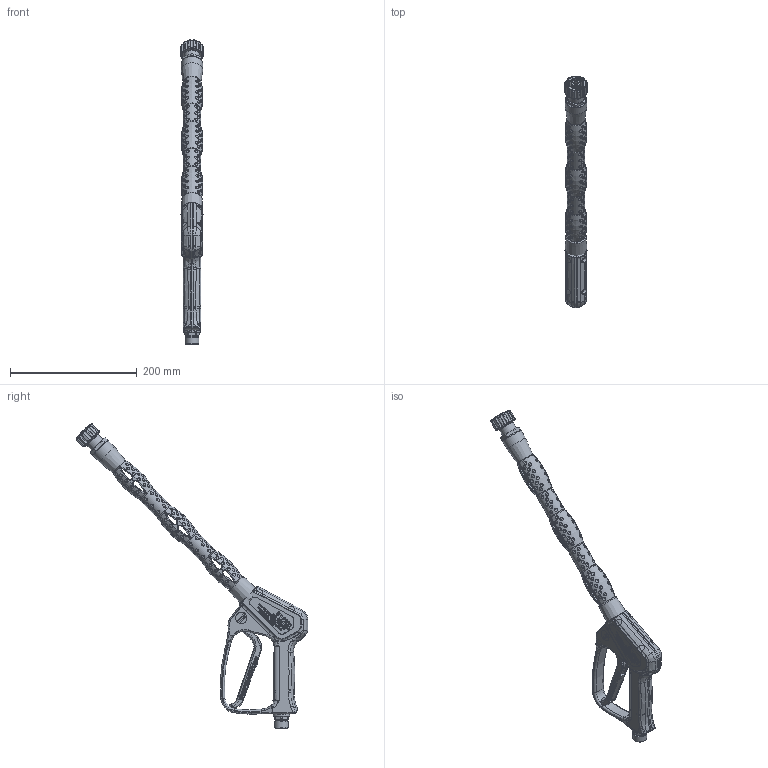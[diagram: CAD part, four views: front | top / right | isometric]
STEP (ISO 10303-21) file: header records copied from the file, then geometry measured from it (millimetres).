
FILE_DESCRIPTION(/* description */ ('Unknown'),/* implementation_level */ '2;1');
FILE_NAME(/* name */ '20 2300 860_4_ST-2300_Pistole_+ST-9.1+22HV',/* time_stamp */ '2021-04-07T12:50:26+02:00',/* author */ ('Unknown'),/* organization */ ('Unknown'),/* preprocessor_version */ 'ST-DEVELOPER v16.7',/* originating_system */ 'Solid Edge',/* authorisation */ 'Unknown');
FILE_SCHEMA (('AUTOMOTIVE_DESIGN {1 0 10303 214 3 1 1}'));
Products named in the file (23): 20 2300 860_4_ST-2300_Pistole_+ST-9.1+22HV; 02-8615_1_ST-2300-2600_Halbschale; 20 2300 411_ST-2300_TM-Hebel_schwarz_oa_0; 01-1250_2_stift_3h9x14,7; 02-8625_1_Hebel_ST-2300_schwarz; 02-8618_Sicherungsklinke_rot; 02-1950_3_Adapterstück; 02-1975_Halbschale; 02-1980_Zwischenstück; 02-1970_Halbschale; 02-1972_Halbschale_links; 02-1958_1_Adapterstück_2; 20 0040 505_3_ST-0040_Schnellverschr_oa_1; 01-0641_3_Stecknippel; 50000031920_2_Überwurfmutter kpl. M22x1,5_DM 16,4 mm + schwarzes Hand
rad; 02-0721_2_Handrad_ST-40_schwarz; 01-0701_1_Überwurfmutter_M22x1,5-D16,4; 05-1361_O-Ring_10x2_EPDM_70Shore; 02-2500_Sichtschutz-Handverschraubung; 02-8620_ST-2300-2600; 04-0051_Blechschraube_DIN_7981-3,5x16_V2A_Form C; 02-8628_1_Schild_ST-2300_gelb; 01-2360_2_Eingang_M22x1,5AG
Assembly tree (33 placements, depth 4):
  20 2300 860_4_ST-2300_Pistole_+ST-9.1+22HV
    02-8615_1_ST-2300-2600_Halbschale
    20 2300 411_ST-2300_TM-Hebel_schwarz_oa_0
      01-1250_2_stift_3h9x14,7
      02-8625_1_Hebel_ST-2300_schwarz
      02-8618_Sicherungsklinke_rot
    02-1950_3_Adapterstück
    02-1975_Halbschale  x4
    02-1980_Zwischenstück  x2
    02-1970_Halbschale
    02-1972_Halbschale_links
    02-1958_1_Adapterstück_2
    20 0040 505_3_ST-0040_Schnellverschr_oa_1
      01-0641_3_Stecknippel
      50000031920_2_Überwurfmutter kpl. M22x1,5_DM 16,4 mm + schwarzes Hand
rad
        02-0721_2_Handrad_ST-40_schwarz
        01-0701_1_Überwurfmutter_M22x1,5-D16,4
      05-1361_O-Ring_10x2_EPDM_70Shore
      02-2500_Sichtschutz-Handverschraubung
    02-8620_ST-2300-2600
    04-0051_Blechschraube_DIN_7981-3,5x16_V2A_Form C  x8
    02-8628_1_Schild_ST-2300_gelb
    01-2360_2_Eingang_M22x1,5AG
Bounding box: 35.61 x 365.19 x 480.45 mm (x, y, z)
Volume: 243144.3 mm3; surface area: 216876.9 mm2
Topology: 30 solids, 30 shells, 4991 faces, 13108 edges, 8556 vertices
Faces by surface type: plane 2601, bspline 955, cylinder 824, torus 280, sphere 246, cone 85
Full cylindrical faces by diameter (mm): 2 x1, 2.7 x20, 3 x5, 3.1 x2, 3.5 x8, 3.8 x8, 4 x2, 4.02 x1, 4.1 x2, 6 x16, 6.2 x1, 6.9 x8, 7.4 x8, 8 x1, 9.6 x8, 10 x2, 10.8 x1, 11 x1, 11.82 x1, 13.16 x1, 13.9 x2, 14 x1, 15 x1, 15.8 x1, 16.4 x1, 18 x1, 19 x1, 19.5 x1, 20 x2, 20.376 x1
Entity records: 166112 total; most frequent: CARTESIAN_POINT 64313, ORIENTED_EDGE 21834, DIRECTION 15218, EDGE_CURVE 10917, VERTEX_POINT 7233, AXIS2_PLACEMENT_3D 5517, FACE_BOUND 5168, EDGE_LOOP 5167
